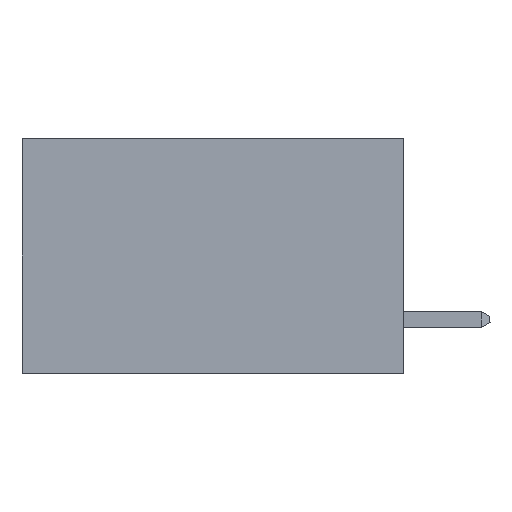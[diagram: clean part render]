
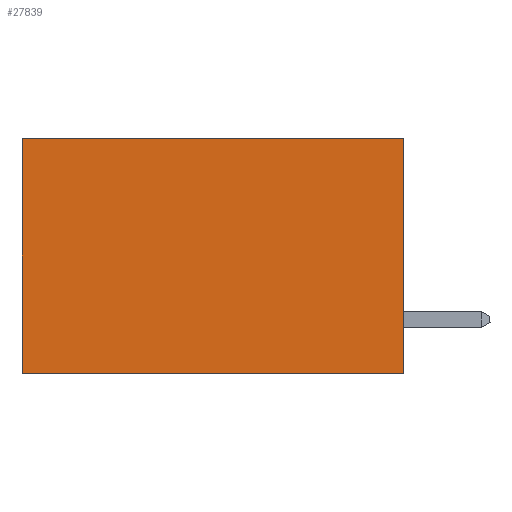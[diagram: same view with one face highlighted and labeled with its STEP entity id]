
A CAD part, left-side view. The second image highlights one B-rep face of the part: STEP entity #27839.
In plain terms, the highlighted planar face has unit normal (-1, 0, 0).
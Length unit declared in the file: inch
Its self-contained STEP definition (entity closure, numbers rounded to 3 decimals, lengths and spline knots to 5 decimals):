
#821 = EDGE_LOOP ( 'NONE', ( #11991, #24117, #20456, #36354 ) ) ;
#4866 = FACE_OUTER_BOUND ( 'NONE', #821, .T. ) ;
#4918 = CARTESIAN_POINT ( 'NONE',  ( 0.2875, 0., 0. ) ) ;
#7239 = VECTOR ( 'NONE', #17962, 39.37008 ) ;
#9310 = DIRECTION ( 'NONE',  ( 0., 0., -1. ) ) ;
#9892 = VECTOR ( 'NONE', #42383, 39.37008 ) ;
#10185 = VECTOR ( 'NONE', #31453, 39.37008 ) ;
#10332 = VERTEX_POINT ( 'NONE', #31968 ) ;
#11743 = DIRECTION ( 'NONE',  ( 0., 0., -1. ) ) ;
#11991 = ORIENTED_EDGE ( 'NONE', *, *, #41632, .T. ) ;
#14088 = CARTESIAN_POINT ( 'NONE',  ( 0.2875, 0.6, 0. ) ) ;
#17962 = DIRECTION ( 'NONE',  ( 0., 0., -1. ) ) ;
#18947 = VERTEX_POINT ( 'NONE', #31306 ) ;
#19458 = LINE ( 'NONE', #4918, #10185 ) ;
#20456 = ORIENTED_EDGE ( 'NONE', *, *, #40686, .F. ) ;
#24117 = ORIENTED_EDGE ( 'NONE', *, *, #44444, .F. ) ;
#24277 = CARTESIAN_POINT ( 'NONE',  ( 0.2875, 0., 0. ) ) ;
#27664 = VECTOR ( 'NONE', #9310, 39.37008 ) ;
#27839 = ADVANCED_FACE ( 'NONE', ( #4866 ), #30074, .F. ) ;
#29748 = CARTESIAN_POINT ( 'NONE',  ( 0.2875, 0., 0. ) ) ;
#30074 = PLANE ( 'NONE',  #41169 ) ;
#30224 = DIRECTION ( 'NONE',  ( 1., 0., 0. ) ) ;
#31306 = CARTESIAN_POINT ( 'NONE',  ( 0.2875, 0., -0.37 ) ) ;
#31453 = DIRECTION ( 'NONE',  ( 0., 1., 0. ) ) ;
#31968 = CARTESIAN_POINT ( 'NONE',  ( 0.2875, 0., 0. ) ) ;
#33470 = EDGE_CURVE ( 'NONE', #10332, #44012, #19458, .T. ) ;
#35162 = LINE ( 'NONE', #24277, #27664 ) ;
#35968 = LINE ( 'NONE', #38803, #9892 ) ;
#36354 = ORIENTED_EDGE ( 'NONE', *, *, #33470, .T. ) ;
#38583 = VERTEX_POINT ( 'NONE', #44404 ) ;
#38803 = CARTESIAN_POINT ( 'NONE',  ( 0.2875, 0., -0.37 ) ) ;
#40355 = CARTESIAN_POINT ( 'NONE',  ( 0.2875, 0.6, 0. ) ) ;
#40686 = EDGE_CURVE ( 'NONE', #10332, #18947, #35162, .T. ) ;
#41169 = AXIS2_PLACEMENT_3D ( 'NONE', #29748, #30224, #11743 ) ;
#41632 = EDGE_CURVE ( 'NONE', #44012, #38583, #43774, .T. ) ;
#42383 = DIRECTION ( 'NONE',  ( 0., 1., 0. ) ) ;
#43774 = LINE ( 'NONE', #14088, #7239 ) ;
#44012 = VERTEX_POINT ( 'NONE', #40355 ) ;
#44404 = CARTESIAN_POINT ( 'NONE',  ( 0.2875, 0.6, -0.37 ) ) ;
#44444 = EDGE_CURVE ( 'NONE', #18947, #38583, #35968, .T. ) ;
